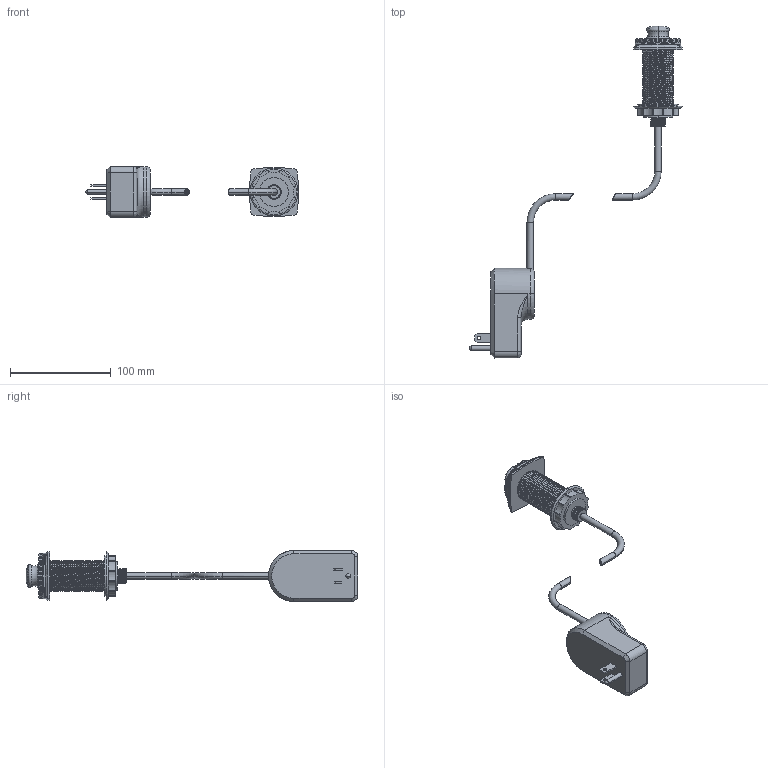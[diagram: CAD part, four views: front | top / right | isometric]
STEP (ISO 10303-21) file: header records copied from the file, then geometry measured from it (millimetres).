
FILE_DESCRIPTION((''),'2;1');
FILE_NAME('3160-5811','2021-10-05T10:45:24',('rsmith'),(''),'CREO PARAMETRIC BY PTC INC, 2018400','CREO PARAMETRIC BY PTC INC, 2018400','');
FILE_SCHEMA(('AUTOMOTIVE_DESIGN { 1 0 10303 214 1 1 1 1 }'));
Length unit declared in the file: inch
Products named in the file (1): 3160-5811
Bounding box: 211.58 x 329.79 x 50.55 mm (x, y, z)
Volume: 234965.8 mm3; surface area: 45611.4 mm2
Topology: 3 solids, 3 shells, 534 faces, 1371 edges, 871 vertices
Faces by surface type: plane 253, cylinder 159, bspline 67, torus 37, sphere 12, cone 6
Entity records: 41968 total; most frequent: CARTESIAN_POINT 19566, ORIENTED_EDGE 2734, DIRECTION 2306, PRESENTATION_STYLE_ASSIGNMENT 1888, STYLED_ITEM 1370, CURVE_STYLE 1367, EDGE_CURVE 1367, FILL_AREA_STYLE_COLOUR 931
